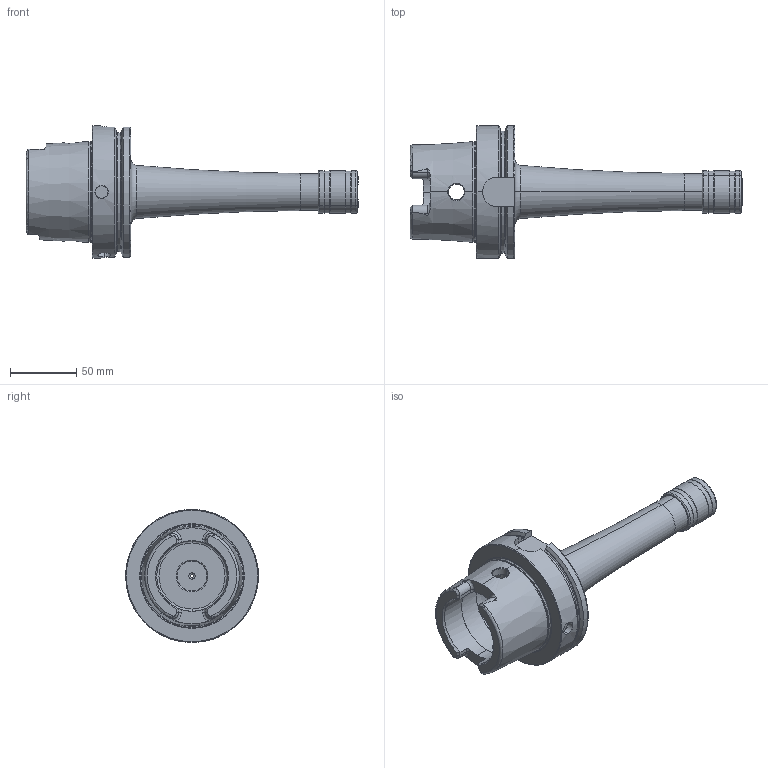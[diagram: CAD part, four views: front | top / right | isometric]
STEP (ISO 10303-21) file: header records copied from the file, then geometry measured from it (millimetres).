
FILE_DESCRIPTION (( 'STEP AP203' ), '1' );
FILE_NAME ('HA0.Go1.K01.200.STEP', '2018-02-19T15:26:35', ( 'SWIAdmin' ), ( 'Hewlett-Packard Company' ), 'SwSTEP 2.0', 'SolidWorks 2017', '' );
FILE_SCHEMA (( 'CONFIG_CONTROL_DESIGN' ));
Length unit declared in the file: millimetre
Products named in the file (10): HA0.Go1.K01.200; Boden Go1; Feder gross Go1_vorgespannt; Feder klein Go1_gespannt; Federring aussen Go1_gespannt; Federring innen Go1_gespannt; Hülse Go1; HA0-Go1.K01.200_C_Fertigbearbeitung; Kugel Go1; Einbausatz Go1_gespannt
Assembly tree (11 placements, depth 3):
  HA0.Go1.K01.200
    HA0-Go1.K01.200_C_Fertigbearbeitung
    Einbausatz Go1_gespannt
      Boden Go1
      Feder gross Go1_vorgespannt
      Feder klein Go1_gespannt
      Federring aussen Go1_gespannt
      Federring innen Go1_gespannt
      Hülse Go1
      Kugel Go1  x3
Bounding box: 249.9 x 100 x 100 mm (x, y, z)
Volume: 380681.3 mm3; surface area: 79349.6 mm2
Topology: 10 solids, 10 shells, 371 faces, 907 edges, 546 vertices
Faces by surface type: cylinder 120, torus 87, plane 83, cone 62, bspline 13, sphere 6
Entity records: 20176 total; most frequent: CARTESIAN_POINT 10727, DIRECTION 1799, ORIENTED_EDGE 1744, EDGE_CURVE 872, AXIS2_PLACEMENT_3D 770, VERTEX_POINT 525, CIRCLE 401, EDGE_LOOP 393
